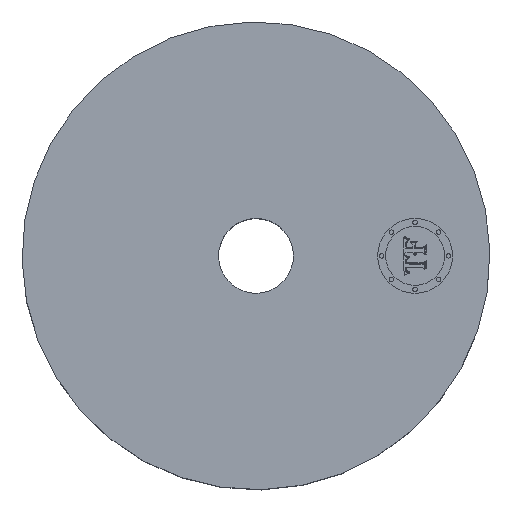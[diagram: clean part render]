
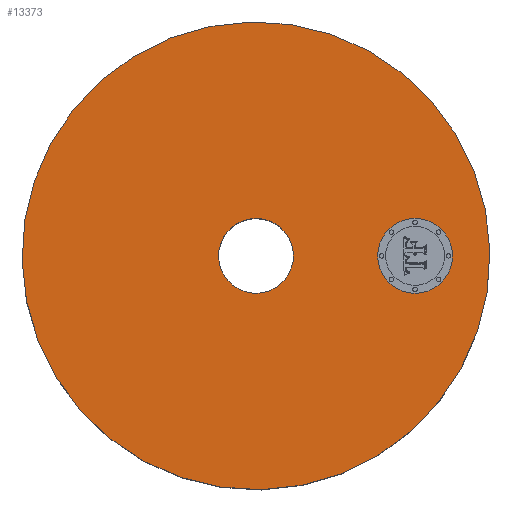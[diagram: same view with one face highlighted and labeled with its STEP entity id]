
A CAD part, top view. The second image highlights one B-rep face of the part: STEP entity #13373.
In plain terms, the highlighted planar face has unit normal (0, 0, 1).
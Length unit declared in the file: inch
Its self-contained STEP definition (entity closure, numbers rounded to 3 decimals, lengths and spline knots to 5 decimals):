
#3422=AXIS2_PLACEMENT_3D('Circle Axis2P3D',#3420,#3421,$) ;
#3441=AXIS2_PLACEMENT_3D('Circle Axis2P3D',#3439,#3440,$) ;
#3964=AXIS2_PLACEMENT_3D('Circle Axis2P3D',#3962,#3963,$) ;
#3990=AXIS2_PLACEMENT_3D('Circle Axis2P3D',#3988,#3989,$) ;
#13345=AXIS2_PLACEMENT_3D('Plane Axis2P3D',#13342,#13343,#13344) ;
#13357=AXIS2_PLACEMENT_3D('Circle Axis2P3D',#13355,#13356,$) ;
#13366=AXIS2_PLACEMENT_3D('Circle Axis2P3D',#13364,#13365,$) ;
#3417=CARTESIAN_POINT('Vertex',(-1.4982,-2.74245,2.12)) ;
#3420=CARTESIAN_POINT('Axis2P3D Location',(0.,0.,2.12)) ;
#3424=CARTESIAN_POINT('Vertex',(1.4982,2.74245,2.12)) ;
#3439=CARTESIAN_POINT('Axis2P3D Location',(0.,0.,2.12)) ;
#3962=CARTESIAN_POINT('Axis2P3D Location',(0.,0.,2.12)) ;
#3966=CARTESIAN_POINT('Vertex',(0.23971,0.43879,2.12)) ;
#3968=CARTESIAN_POINT('Vertex',(-0.23971,-0.43879,2.12)) ;
#3988=CARTESIAN_POINT('Axis2P3D Location',(0.,0.,2.12)) ;
#13342=CARTESIAN_POINT('Axis2P3D Location',(0.,0.5,2.12)) ;
#13355=CARTESIAN_POINT('Axis2P3D Location',(2.125,0.,2.12)) ;
#13359=CARTESIAN_POINT('Vertex',(2.125,-0.5,2.12)) ;
#13361=CARTESIAN_POINT('Vertex',(2.125,0.5,2.12)) ;
#13364=CARTESIAN_POINT('Axis2P3D Location',(2.125,0.,2.12)) ;
#3421=DIRECTION('Axis2P3D Direction',(0.,0.,-0.039)) ;
#3440=DIRECTION('Axis2P3D Direction',(0.,0.,-0.039)) ;
#3963=DIRECTION('Axis2P3D Direction',(0.,0.,-0.039)) ;
#3989=DIRECTION('Axis2P3D Direction',(0.,0.,-0.039)) ;
#13343=DIRECTION('Axis2P3D Direction',(0.,0.,-0.039)) ;
#13344=DIRECTION('Axis2P3D XDirection',(0.039,0.,0.)) ;
#13356=DIRECTION('Axis2P3D Direction',(0.,0.,-0.039)) ;
#13365=DIRECTION('Axis2P3D Direction',(0.,0.,-0.039)) ;
#13348=ORIENTED_EDGE('',*,*,#3443,.F.) ;
#13349=ORIENTED_EDGE('',*,*,#3426,.F.) ;
#13352=ORIENTED_EDGE('',*,*,#3992,.T.) ;
#13353=ORIENTED_EDGE('',*,*,#3970,.T.) ;
#13370=ORIENTED_EDGE('',*,*,#13363,.F.) ;
#13371=ORIENTED_EDGE('',*,*,#13368,.F.) ;
#13354=FACE_BOUND('',#13351,.T.) ;
#13372=FACE_BOUND('',#13369,.T.) ;
#13373=ADVANCED_FACE('PartBody',(#13350,#13354,#13372),#13346,.F.) ;
#3423=CIRCLE('generated circle',#3422,3.125) ;
#3442=CIRCLE('generated circle',#3441,3.125) ;
#3965=CIRCLE('generated circle',#3964,0.5) ;
#3991=CIRCLE('generated circle',#3990,0.5) ;
#13358=CIRCLE('generated circle',#13357,0.5) ;
#13367=CIRCLE('generated circle',#13366,0.5) ;
#3426=EDGE_CURVE('',#3418,#3425,#3423,.T.) ;
#3443=EDGE_CURVE('',#3425,#3418,#3442,.T.) ;
#3970=EDGE_CURVE('',#3967,#3969,#3965,.T.) ;
#3992=EDGE_CURVE('',#3969,#3967,#3991,.T.) ;
#13363=EDGE_CURVE('',#13360,#13362,#13358,.F.) ;
#13368=EDGE_CURVE('',#13362,#13360,#13367,.F.) ;
#13347=EDGE_LOOP('',(#13348,#13349)) ;
#13351=EDGE_LOOP('',(#13352,#13353)) ;
#13369=EDGE_LOOP('',(#13370,#13371)) ;
#13350=FACE_OUTER_BOUND('',#13347,.T.) ;
#13346=PLANE('',#13345) ;
#3418=VERTEX_POINT('',#3417) ;
#3425=VERTEX_POINT('',#3424) ;
#3967=VERTEX_POINT('',#3966) ;
#3969=VERTEX_POINT('',#3968) ;
#13360=VERTEX_POINT('',#13359) ;
#13362=VERTEX_POINT('',#13361) ;
